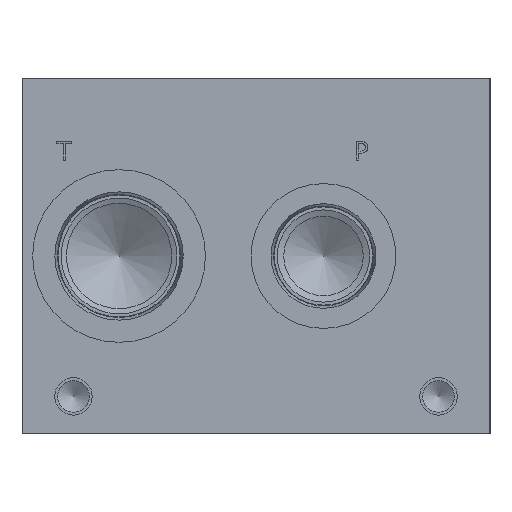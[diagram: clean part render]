
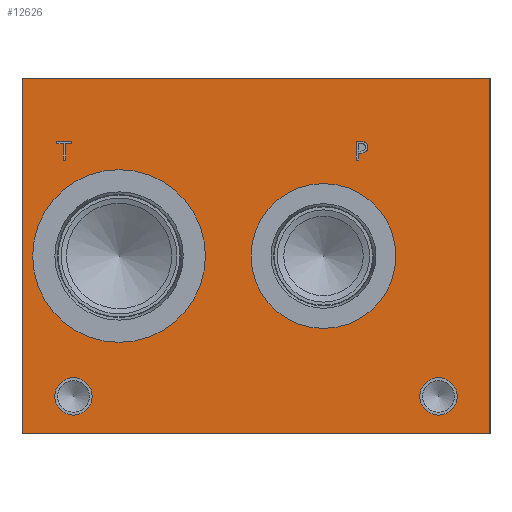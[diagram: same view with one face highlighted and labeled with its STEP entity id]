
A CAD part, left-side view. The second image highlights one B-rep face of the part: STEP entity #12626.
In plain terms, the highlighted planar face has unit normal (-1, 0, 0).
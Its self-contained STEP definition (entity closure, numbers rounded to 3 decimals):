
#200=CIRCLE('',#13327,29.286);
#201=CIRCLE('',#13328,29.286);
#202=CIRCLE('',#13329,24.562);
#203=CIRCLE('',#13330,24.562);
#204=CIRCLE('',#13331,6.35);
#205=CIRCLE('',#13332,6.35);
#206=CIRCLE('',#13333,6.35);
#207=CIRCLE('',#13334,6.35);
#566=FACE_BOUND('',#1792,.T.);
#567=FACE_BOUND('',#1793,.T.);
#568=FACE_BOUND('',#1794,.T.);
#569=FACE_BOUND('',#1795,.T.);
#570=FACE_BOUND('',#1796,.T.);
#571=FACE_BOUND('',#1797,.T.);
#709=PLANE('',#13326);
#1089=FACE_OUTER_BOUND('',#1791,.T.);
#1791=EDGE_LOOP('',(#8528,#8529,#8530,#8531));
#1792=EDGE_LOOP('',(#8532,#8533));
#1793=EDGE_LOOP('',(#8534,#8535));
#1794=EDGE_LOOP('',(#8536,#8537));
#1795=EDGE_LOOP('',(#8538,#8539));
#1796=EDGE_LOOP('',(#8540,#8541,#8542,#8543,#8544,#8545,#8546,#8547));
#1797=EDGE_LOOP('',(#8548,#8549,#8550,#8551,#8552,#8553,#8554,#8555,#8556));
#2632=LINE('',#17596,#3799);
#2635=LINE('',#17602,#3802);
#2638=LINE('',#17608,#3805);
#2641=LINE('',#17614,#3808);
#2644=LINE('',#17620,#3811);
#2648=LINE('',#17663,#3815);
#2649=LINE('',#17665,#3816);
#2650=LINE('',#17667,#3817);
#2651=LINE('',#17668,#3818);
#2652=LINE('',#17687,#3819);
#2653=LINE('',#17689,#3820);
#2654=LINE('',#17691,#3821);
#2655=LINE('',#17693,#3822);
#2656=LINE('',#17695,#3823);
#2657=LINE('',#17697,#3824);
#2658=LINE('',#17699,#3825);
#2659=LINE('',#17700,#3826);
#3799=VECTOR('',#14338,10.);
#3802=VECTOR('',#14343,10.);
#3805=VECTOR('',#14348,10.);
#3808=VECTOR('',#14353,10.);
#3811=VECTOR('',#14358,10.);
#3815=VECTOR('',#14366,10.);
#3816=VECTOR('',#14367,10.);
#3817=VECTOR('',#14368,10.);
#3818=VECTOR('',#14369,10.);
#3819=VECTOR('',#14386,10.);
#3820=VECTOR('',#14387,10.);
#3821=VECTOR('',#14388,10.);
#3822=VECTOR('',#14389,10.);
#3823=VECTOR('',#14390,10.);
#3824=VECTOR('',#14391,10.);
#3825=VECTOR('',#14392,10.);
#3826=VECTOR('',#14393,10.);
#4914=B_SPLINE_CURVE_WITH_KNOTS('',2,(#17563,#17564,#17565,#17566),
 .UNSPECIFIED.,.F.,.F.,(3,1,3),(0.,1.,2.),.UNSPECIFIED.);
#4916=B_SPLINE_CURVE_WITH_KNOTS('',2,(#17584,#17585,#17586,#17587),
 .UNSPECIFIED.,.F.,.F.,(3,1,3),(0.,1.,2.),.UNSPECIFIED.);
#4918=B_SPLINE_CURVE_WITH_KNOTS('',2,(#17633,#17634,#17635,#17636),
 .UNSPECIFIED.,.F.,.F.,(3,1,3),(0.,1.,2.),.UNSPECIFIED.);
#4920=B_SPLINE_CURVE_WITH_KNOTS('',2,(#17651,#17652,#17653,#17654),
 .UNSPECIFIED.,.F.,.F.,(3,1,3),(0.,1.,2.),.UNSPECIFIED.);
#5268=VERTEX_POINT('',#17561);
#5269=VERTEX_POINT('',#17562);
#5272=VERTEX_POINT('',#17583);
#5274=VERTEX_POINT('',#17595);
#5276=VERTEX_POINT('',#17601);
#5278=VERTEX_POINT('',#17607);
#5280=VERTEX_POINT('',#17613);
#5282=VERTEX_POINT('',#17619);
#5284=VERTEX_POINT('',#17632);
#5286=VERTEX_POINT('',#17661);
#5287=VERTEX_POINT('',#17662);
#5288=VERTEX_POINT('',#17664);
#5289=VERTEX_POINT('',#17666);
#5290=VERTEX_POINT('',#17669);
#5291=VERTEX_POINT('',#17670);
#5292=VERTEX_POINT('',#17673);
#5293=VERTEX_POINT('',#17674);
#5294=VERTEX_POINT('',#17677);
#5295=VERTEX_POINT('',#17678);
#5296=VERTEX_POINT('',#17681);
#5297=VERTEX_POINT('',#17682);
#5298=VERTEX_POINT('',#17685);
#5299=VERTEX_POINT('',#17686);
#5300=VERTEX_POINT('',#17688);
#5301=VERTEX_POINT('',#17690);
#5302=VERTEX_POINT('',#17692);
#5303=VERTEX_POINT('',#17694);
#5304=VERTEX_POINT('',#17696);
#5305=VERTEX_POINT('',#17698);
#6567=EDGE_CURVE('',#5268,#5269,#4914,.T.);
#6571=EDGE_CURVE('',#5272,#5268,#4916,.T.);
#6574=EDGE_CURVE('',#5274,#5272,#2632,.T.);
#6577=EDGE_CURVE('',#5276,#5274,#2635,.T.);
#6580=EDGE_CURVE('',#5278,#5276,#2638,.T.);
#6583=EDGE_CURVE('',#5280,#5278,#2641,.T.);
#6586=EDGE_CURVE('',#5282,#5280,#2644,.T.);
#6589=EDGE_CURVE('',#5284,#5282,#4918,.T.);
#6592=EDGE_CURVE('',#5269,#5284,#4920,.T.);
#6594=EDGE_CURVE('',#5286,#5287,#2648,.T.);
#6595=EDGE_CURVE('',#5287,#5288,#2649,.T.);
#6596=EDGE_CURVE('',#5289,#5288,#2650,.T.);
#6597=EDGE_CURVE('',#5286,#5289,#2651,.T.);
#6598=EDGE_CURVE('',#5290,#5291,#200,.T.);
#6599=EDGE_CURVE('',#5291,#5290,#201,.T.);
#6600=EDGE_CURVE('',#5292,#5293,#202,.T.);
#6601=EDGE_CURVE('',#5293,#5292,#203,.T.);
#6602=EDGE_CURVE('',#5294,#5295,#204,.T.);
#6603=EDGE_CURVE('',#5295,#5294,#205,.T.);
#6604=EDGE_CURVE('',#5296,#5297,#206,.T.);
#6605=EDGE_CURVE('',#5297,#5296,#207,.T.);
#6606=EDGE_CURVE('',#5298,#5299,#2652,.T.);
#6607=EDGE_CURVE('',#5299,#5300,#2653,.T.);
#6608=EDGE_CURVE('',#5300,#5301,#2654,.T.);
#6609=EDGE_CURVE('',#5301,#5302,#2655,.T.);
#6610=EDGE_CURVE('',#5302,#5303,#2656,.T.);
#6611=EDGE_CURVE('',#5303,#5304,#2657,.T.);
#6612=EDGE_CURVE('',#5304,#5305,#2658,.T.);
#6613=EDGE_CURVE('',#5305,#5298,#2659,.T.);
#8528=ORIENTED_EDGE('',*,*,#6594,.T.);
#8529=ORIENTED_EDGE('',*,*,#6595,.T.);
#8530=ORIENTED_EDGE('',*,*,#6596,.F.);
#8531=ORIENTED_EDGE('',*,*,#6597,.F.);
#8532=ORIENTED_EDGE('',*,*,#6598,.T.);
#8533=ORIENTED_EDGE('',*,*,#6599,.T.);
#8534=ORIENTED_EDGE('',*,*,#6600,.T.);
#8535=ORIENTED_EDGE('',*,*,#6601,.T.);
#8536=ORIENTED_EDGE('',*,*,#6602,.T.);
#8537=ORIENTED_EDGE('',*,*,#6603,.T.);
#8538=ORIENTED_EDGE('',*,*,#6604,.T.);
#8539=ORIENTED_EDGE('',*,*,#6605,.T.);
#8540=ORIENTED_EDGE('',*,*,#6606,.T.);
#8541=ORIENTED_EDGE('',*,*,#6607,.T.);
#8542=ORIENTED_EDGE('',*,*,#6608,.T.);
#8543=ORIENTED_EDGE('',*,*,#6609,.T.);
#8544=ORIENTED_EDGE('',*,*,#6610,.T.);
#8545=ORIENTED_EDGE('',*,*,#6611,.T.);
#8546=ORIENTED_EDGE('',*,*,#6612,.T.);
#8547=ORIENTED_EDGE('',*,*,#6613,.T.);
#8548=ORIENTED_EDGE('',*,*,#6567,.T.);
#8549=ORIENTED_EDGE('',*,*,#6592,.T.);
#8550=ORIENTED_EDGE('',*,*,#6589,.T.);
#8551=ORIENTED_EDGE('',*,*,#6586,.T.);
#8552=ORIENTED_EDGE('',*,*,#6583,.T.);
#8553=ORIENTED_EDGE('',*,*,#6580,.T.);
#8554=ORIENTED_EDGE('',*,*,#6577,.T.);
#8555=ORIENTED_EDGE('',*,*,#6574,.T.);
#8556=ORIENTED_EDGE('',*,*,#6571,.T.);
#12626=ADVANCED_FACE('',(#1089,#566,#567,#568,#569,#570,#571),#709,.T.);
#13326=AXIS2_PLACEMENT_3D('',#17660,#14364,#14365);
#13327=AXIS2_PLACEMENT_3D('',#17671,#14370,#14371);
#13328=AXIS2_PLACEMENT_3D('',#17672,#14372,#14373);
#13329=AXIS2_PLACEMENT_3D('',#17675,#14374,#14375);
#13330=AXIS2_PLACEMENT_3D('',#17676,#14376,#14377);
#13331=AXIS2_PLACEMENT_3D('',#17679,#14378,#14379);
#13332=AXIS2_PLACEMENT_3D('',#17680,#14380,#14381);
#13333=AXIS2_PLACEMENT_3D('',#17683,#14382,#14383);
#13334=AXIS2_PLACEMENT_3D('',#17684,#14384,#14385);
#14338=DIRECTION('',(0.,-1.,0.));
#14343=DIRECTION('',(0.,0.,1.));
#14348=DIRECTION('',(0.,1.,0.));
#14353=DIRECTION('',(0.,0.,-1.));
#14358=DIRECTION('',(0.,1.,0.));
#14364=DIRECTION('center_axis',(-1.,0.,0.));
#14365=DIRECTION('ref_axis',(0.,-1.,0.));
#14366=DIRECTION('',(0.,-1.,0.));
#14367=DIRECTION('',(0.,0.,1.));
#14368=DIRECTION('',(0.,-1.,0.));
#14369=DIRECTION('',(0.,0.,1.));
#14370=DIRECTION('center_axis',(1.,0.,0.));
#14371=DIRECTION('ref_axis',(0.,0.,1.));
#14372=DIRECTION('center_axis',(1.,0.,0.));
#14373=DIRECTION('ref_axis',(0.,0.,1.));
#14374=DIRECTION('center_axis',(1.,0.,0.));
#14375=DIRECTION('ref_axis',(0.,0.,1.));
#14376=DIRECTION('center_axis',(1.,0.,0.));
#14377=DIRECTION('ref_axis',(0.,0.,1.));
#14378=DIRECTION('center_axis',(1.,0.,0.));
#14379=DIRECTION('ref_axis',(0.,1.,0.));
#14380=DIRECTION('center_axis',(1.,0.,0.));
#14381=DIRECTION('ref_axis',(0.,1.,0.));
#14382=DIRECTION('center_axis',(1.,0.,0.));
#14383=DIRECTION('ref_axis',(0.,1.,0.));
#14384=DIRECTION('center_axis',(1.,0.,0.));
#14385=DIRECTION('ref_axis',(0.,1.,0.));
#14386=DIRECTION('',(0.,1.,0.));
#14387=DIRECTION('',(0.,0.,1.));
#14388=DIRECTION('',(0.,1.,0.));
#14389=DIRECTION('',(0.,0.,1.));
#14390=DIRECTION('',(0.,-1.,0.));
#14391=DIRECTION('',(0.,0.,-1.));
#14392=DIRECTION('',(0.,1.,0.));
#14393=DIRECTION('',(0.,0.,-1.));
#17561=CARTESIAN_POINT('',(0.,42.175,98.791));
#17562=CARTESIAN_POINT('',(0.,41.419,97.273));
#17563=CARTESIAN_POINT('Ctrl Pts',(0.,42.175,98.791));
#17564=CARTESIAN_POINT('Ctrl Pts',(0.,41.82,98.549));
#17565=CARTESIAN_POINT('Ctrl Pts',(0.,41.419,97.803));
#17566=CARTESIAN_POINT('Ctrl Pts',(0.,41.419,97.273));
#17583=CARTESIAN_POINT('',(0.,43.837,99.187));
#17584=CARTESIAN_POINT('Ctrl Pts',(0.,43.837,99.187));
#17585=CARTESIAN_POINT('Ctrl Pts',(0.,43.271,99.187));
#17586=CARTESIAN_POINT('Ctrl Pts',(0.,42.479,99.002));
#17587=CARTESIAN_POINT('Ctrl Pts',(0.,42.175,98.791));
#17595=CARTESIAN_POINT('',(0.,45.432,99.187));
#17596=CARTESIAN_POINT('',(0.,102.091,99.187));
#17601=CARTESIAN_POINT('',(0.,45.432,92.837));
#17602=CARTESIAN_POINT('',(0.,45.432,46.418));
#17607=CARTESIAN_POINT('',(0.,44.588,92.837));
#17608=CARTESIAN_POINT('',(0.,101.669,92.837));
#17613=CARTESIAN_POINT('',(0.,44.588,95.204));
#17614=CARTESIAN_POINT('',(0.,44.588,47.602));
#17619=CARTESIAN_POINT('',(0.,43.873,95.204));
#17620=CARTESIAN_POINT('',(0.,101.312,95.204));
#17632=CARTESIAN_POINT('',(0.,41.974,95.863));
#17633=CARTESIAN_POINT('Ctrl Pts',(0.,41.974,95.863));
#17634=CARTESIAN_POINT('Ctrl Pts',(0.,42.304,95.539));
#17635=CARTESIAN_POINT('Ctrl Pts',(0.,43.194,95.204));
#17636=CARTESIAN_POINT('Ctrl Pts',(0.,43.873,95.204));
#17651=CARTESIAN_POINT('Ctrl Pts',(0.,41.419,97.273));
#17652=CARTESIAN_POINT('Ctrl Pts',(0.,41.419,96.861));
#17653=CARTESIAN_POINT('Ctrl Pts',(0.,41.712,96.12));
#17654=CARTESIAN_POINT('Ctrl Pts',(0.,41.974,95.863));
#17660=CARTESIAN_POINT('Origin',(0.,158.75,0.));
#17661=CARTESIAN_POINT('',(0.,158.75,0.));
#17662=CARTESIAN_POINT('',(0.,0.,0.));
#17663=CARTESIAN_POINT('',(0.,158.75,0.));
#17664=CARTESIAN_POINT('',(0.,0.,120.65));
#17665=CARTESIAN_POINT('',(0.,0.,0.));
#17666=CARTESIAN_POINT('',(0.,158.75,120.65));
#17667=CARTESIAN_POINT('',(0.,158.75,120.65));
#17668=CARTESIAN_POINT('',(0.,158.75,0.));
#17669=CARTESIAN_POINT('',(0.,125.832,89.611));
#17670=CARTESIAN_POINT('',(0.,125.832,31.039));
#17671=CARTESIAN_POINT('Origin',(0.,125.832,60.325));
#17672=CARTESIAN_POINT('Origin',(0.,125.832,60.325));
#17673=CARTESIAN_POINT('',(0.,56.49,84.887));
#17674=CARTESIAN_POINT('',(0.,56.49,35.763));
#17675=CARTESIAN_POINT('Origin',(0.,56.49,60.325));
#17676=CARTESIAN_POINT('Origin',(0.,56.49,60.325));
#17677=CARTESIAN_POINT('',(0.,147.65,12.7));
#17678=CARTESIAN_POINT('',(0.,134.95,12.7));
#17679=CARTESIAN_POINT('Origin',(0.,141.3,12.7));
#17680=CARTESIAN_POINT('Origin',(0.,141.3,12.7));
#17681=CARTESIAN_POINT('',(0.,23.825,12.7));
#17682=CARTESIAN_POINT('',(0.,11.125,12.7));
#17683=CARTESIAN_POINT('Origin',(0.,17.475,12.7));
#17684=CARTESIAN_POINT('Origin',(0.,17.475,12.7));
#17685=CARTESIAN_POINT('',(0.,143.944,92.837));
#17686=CARTESIAN_POINT('',(0.,144.788,92.837));
#17687=CARTESIAN_POINT('',(0.,151.347,92.837));
#17688=CARTESIAN_POINT('',(0.,144.788,98.436));
#17689=CARTESIAN_POINT('',(0.,144.788,46.419));
#17690=CARTESIAN_POINT('',(0.,146.919,98.436));
#17691=CARTESIAN_POINT('',(0.,151.769,98.436));
#17692=CARTESIAN_POINT('',(0.,146.919,99.187));
#17693=CARTESIAN_POINT('',(0.,146.919,49.218));
#17694=CARTESIAN_POINT('',(0.,141.814,99.187));
#17695=CARTESIAN_POINT('',(0.,152.834,99.187));
#17696=CARTESIAN_POINT('',(0.,141.814,98.436));
#17697=CARTESIAN_POINT('',(0.,141.814,49.593));
#17698=CARTESIAN_POINT('',(0.,143.944,98.436));
#17699=CARTESIAN_POINT('',(0.,150.282,98.436));
#17700=CARTESIAN_POINT('',(0.,143.944,49.218));
